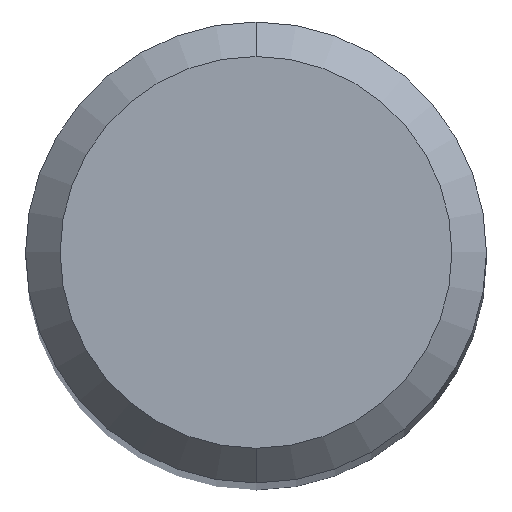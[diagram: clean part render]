
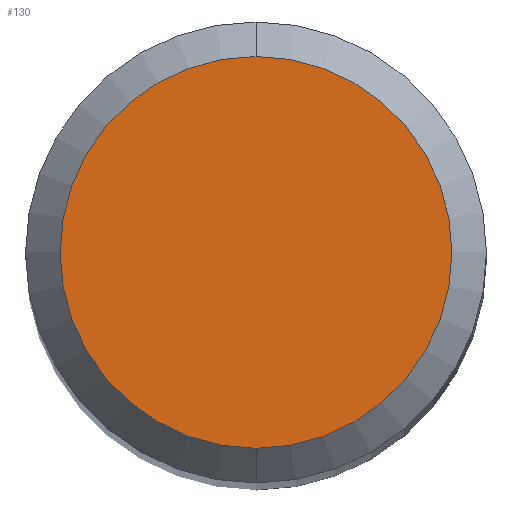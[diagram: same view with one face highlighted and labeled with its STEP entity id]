
A CAD part, top view. The second image highlights one B-rep face of the part: STEP entity #130.
In plain terms, the highlighted planar face has unit normal (0, 0, 1).
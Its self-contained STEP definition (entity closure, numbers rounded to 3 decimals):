
#110=VERTEX_POINT('',#260);
#124=EDGE_CURVE('',#170,#110,#276,.T.);
#130=ADVANCED_FACE('',(#282),#283,.T.);
#144=EDGE_CURVE('',#110,#170,#297,.T.);
#170=VERTEX_POINT('',#325);
#260=CARTESIAN_POINT('',(0.,-1.7,0.0));
#276=CIRCLE('',#441,1.7);
#282=FACE_OUTER_BOUND('',#450,.T.);
#283=PLANE('',#451);
#297=CIRCLE('',#472,1.7);
#325=CARTESIAN_POINT('',(0.0,1.7,0.0));
#441=AXIS2_PLACEMENT_3D('',#625,#626,#627);
#450=EDGE_LOOP('',(#633,#634));
#451=AXIS2_PLACEMENT_3D('',#635,#636,#637);
#472=AXIS2_PLACEMENT_3D('',#646,#647,#648);
#625=CARTESIAN_POINT('',(0.0,0.0,0.0));
#626=DIRECTION('',(0.0,0.0,-1.0));
#627=DIRECTION('',(0.0,1.0,0.0));
#633=ORIENTED_EDGE('',*,*,#124,.F.);
#634=ORIENTED_EDGE('',*,*,#144,.F.);
#635=CARTESIAN_POINT('',(0.0,0.85,0.0));
#636=DIRECTION('',(-0.0,0.0,1.0));
#637=DIRECTION('',(0.0,-1.0,0.0));
#646=CARTESIAN_POINT('',(0.0,0.0,0.0));
#647=DIRECTION('',(0.0,0.0,-1.0));
#648=DIRECTION('',(0.0,1.0,0.0));
